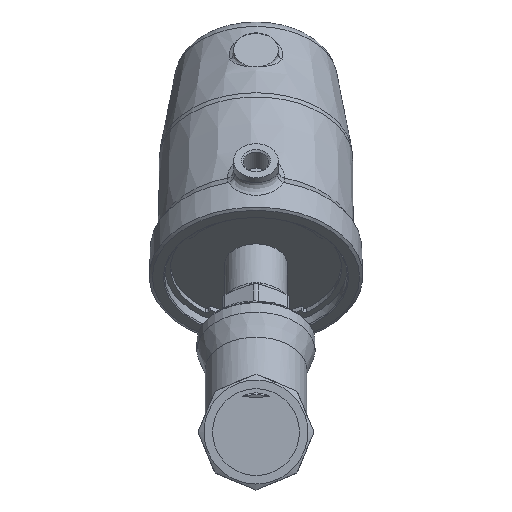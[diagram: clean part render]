
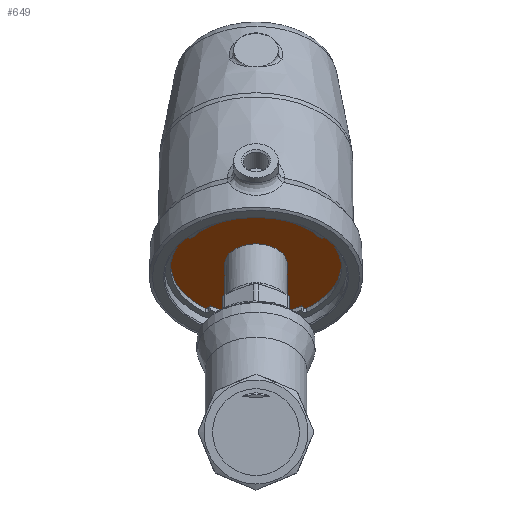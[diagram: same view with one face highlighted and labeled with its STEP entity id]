
A CAD part, left-side view. The second image highlights one B-rep face of the part: STEP entity #649.
In plain terms, the highlighted face is planar.
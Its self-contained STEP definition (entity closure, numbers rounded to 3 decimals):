
#649 = ADVANCED_FACE( '', ( #1338 ), #1339, .F. );
#1338 = FACE_OUTER_BOUND( '', #11089, .T. );
#1339 = PLANE( '', #11090 );
#11089 = EDGE_LOOP( '', ( #14634, #14635, #14636, #14637, #14638, #14639, #14640, #14641, #14642, #14643, #14644, #14645, #14646, #14647, #14648, #14649 ) );
#11090 = AXIS2_PLACEMENT_3D( '', #14650, #14651, #14652 );
#14634 = ORIENTED_EDGE( '', *, *, #15273, .F. );
#14635 = ORIENTED_EDGE( '', *, *, #15443, .T. );
#14636 = ORIENTED_EDGE( '', *, *, #15720, .F. );
#14637 = ORIENTED_EDGE( '', *, *, #15535, .F. );
#14638 = ORIENTED_EDGE( '', *, *, #15323, .F. );
#14639 = ORIENTED_EDGE( '', *, *, #15425, .T. );
#14640 = ORIENTED_EDGE( '', *, *, #15510, .F. );
#14641 = ORIENTED_EDGE( '', *, *, #15617, .T. );
#14642 = ORIENTED_EDGE( '', *, *, #15676, .F. );
#14643 = ORIENTED_EDGE( '', *, *, #15711, .F. );
#14644 = ORIENTED_EDGE( '', *, *, #15463, .F. );
#14645 = ORIENTED_EDGE( '', *, *, #15721, .T. );
#14646 = ORIENTED_EDGE( '', *, *, #15531, .F. );
#14647 = ORIENTED_EDGE( '', *, *, #15524, .T. );
#14648 = ORIENTED_EDGE( '', *, *, #15512, .F. );
#14649 = ORIENTED_EDGE( '', *, *, #15722, .F. );
#14650 = CARTESIAN_POINT( '', ( 0., 0., 34.35 ) );
#14651 = DIRECTION( '', ( 0., 0., 1. ) );
#14652 = DIRECTION( '', ( 0., -1., 0. ) );
#15273 = EDGE_CURVE( '', #16147, #16149, #16150, .T. );
#15323 = EDGE_CURVE( '', #16224, #16226, #16227, .T. );
#15425 = EDGE_CURVE( '', #16224, #16376, #16378, .F. );
#15443 = EDGE_CURVE( '', #16147, #16403, #16405, .T. );
#15463 = EDGE_CURVE( '', #16431, #16433, #16434, .T. );
#15510 = EDGE_CURVE( '', #16499, #16376, #16501, .T. );
#15512 = EDGE_CURVE( '', #16503, #16504, #16505, .T. );
#15524 = EDGE_CURVE( '', #16521, #16504, #16522, .F. );
#15531 = EDGE_CURVE( '', #16521, #16530, #16531, .T. );
#15535 = EDGE_CURVE( '', #16226, #16536, #16537, .T. );
#15617 = EDGE_CURVE( '', #16499, #16638, #16640, .F. );
#15676 = EDGE_CURVE( '', #16710, #16638, #16711, .T. );
#15711 = EDGE_CURVE( '', #16433, #16710, #16753, .T. );
#15720 = EDGE_CURVE( '', #16536, #16403, #16762, .T. );
#15721 = EDGE_CURVE( '', #16431, #16530, #16763, .F. );
#15722 = EDGE_CURVE( '', #16149, #16503, #16764, .T. );
#16147 = VERTEX_POINT( '', #19181 );
#16149 = VERTEX_POINT( '', #19184 );
#16150 = LINE( '', #19185, #19186 );
#16224 = VERTEX_POINT( '', #20290 );
#16226 = VERTEX_POINT( '', #20293 );
#16227 = LINE( '', #20294, #20295 );
#16376 = VERTEX_POINT( '', #21591 );
#16378 = CIRCLE( '', #21594, 1. );
#16403 = VERTEX_POINT( '', #21750 );
#16405 = CIRCLE( '', #21753, 41.05 );
#16431 = VERTEX_POINT( '', #21854 );
#16433 = VERTEX_POINT( '', #21857 );
#16434 = LINE( '', #21858, #21859 );
#16499 = VERTEX_POINT( '', #22160 );
#16501 = CIRCLE( '', #22163, 38.375 );
#16503 = VERTEX_POINT( '', #22165 );
#16504 = VERTEX_POINT( '', #22166 );
#16505 = LINE( '', #22167, #22168 );
#16521 = VERTEX_POINT( '', #22235 );
#16522 = CIRCLE( '', #22236, 1. );
#16530 = VERTEX_POINT( '', #22245 );
#16531 = CIRCLE( '', #22246, 38.375 );
#16536 = VERTEX_POINT( '', #22252 );
#16537 = CIRCLE( '', #22253, 35.75 );
#16638 = VERTEX_POINT( '', #23030 );
#16640 = CIRCLE( '', #23033, 1. );
#16710 = VERTEX_POINT( '', #23596 );
#16711 = LINE( '', #23597, #23598 );
#16753 = CIRCLE( '', #23888, 35.75 );
#16762 = LINE( '', #23964, #23965 );
#16763 = CIRCLE( '', #23966, 1. );
#16764 = CIRCLE( '', #23967, 35.75 );
#19181 = CARTESIAN_POINT( '', ( 40.699, 5.358, 34.35 ) );
#19184 = CARTESIAN_POINT( '', ( 35.444, 4.666, 34.35 ) );
#19185 = CARTESIAN_POINT( '', ( 0., 0., 34.35 ) );
#19186 = VECTOR( '', #24621, 1000. );
#20290 = CARTESIAN_POINT( '', ( 30.605, -21.43, 34.35 ) );
#20293 = CARTESIAN_POINT( '', ( 29.285, -20.505, 34.35 ) );
#20294 = CARTESIAN_POINT( '', ( 0., 0., 34.35 ) );
#20295 = VECTOR( '', #24654, 1000. );
#21591 = CARTESIAN_POINT( '', ( 30.835, -22.844, 34.35 ) );
#21594 = AXIS2_PLACEMENT_3D( '', #24770, #24771, #24772 );
#21750 = CARTESIAN_POINT( '', ( 40.699, -5.358, 34.35 ) );
#21753 = AXIS2_PLACEMENT_3D( '', #24792, #24793, #24794 );
#21854 = CARTESIAN_POINT( '', ( -21.43, 30.605, 34.35 ) );
#21857 = CARTESIAN_POINT( '', ( -20.505, 29.285, 34.35 ) );
#21858 = CARTESIAN_POINT( '', ( 0., 0., 34.35 ) );
#21859 = VECTOR( '', #24813, 1000. );
#22160 = CARTESIAN_POINT( '', ( -21.162, -32.013, 34.35 ) );
#22163 = AXIS2_PLACEMENT_3D( '', #24865, #24866, #24867 );
#22165 = CARTESIAN_POINT( '', ( 29.285, 20.505, 34.35 ) );
#22166 = CARTESIAN_POINT( '', ( 30.605, 21.43, 34.35 ) );
#22167 = CARTESIAN_POINT( '', ( 0., 0., 34.35 ) );
#22168 = VECTOR( '', #24868, 1000. );
#22235 = CARTESIAN_POINT( '', ( 30.835, 22.844, 34.35 ) );
#22236 = AXIS2_PLACEMENT_3D( '', #24881, #24882, #24883 );
#22245 = CARTESIAN_POINT( '', ( -21.162, 32.013, 34.35 ) );
#22246 = AXIS2_PLACEMENT_3D( '', #24894, #24895, #24896 );
#22252 = CARTESIAN_POINT( '', ( 35.444, -4.666, 34.35 ) );
#22253 = AXIS2_PLACEMENT_3D( '', #24901, #24902, #24903 );
#23030 = CARTESIAN_POINT( '', ( -21.43, -30.605, 34.35 ) );
#23033 = AXIS2_PLACEMENT_3D( '', #24974, #24975, #24976 );
#23596 = CARTESIAN_POINT( '', ( -20.505, -29.285, 34.35 ) );
#23597 = CARTESIAN_POINT( '', ( 0., 0., 34.35 ) );
#23598 = VECTOR( '', #25007, 1000. );
#23888 = AXIS2_PLACEMENT_3D( '', #25027, #25028, #25029 );
#23964 = CARTESIAN_POINT( '', ( 0., 0., 34.35 ) );
#23965 = VECTOR( '', #25034, 1000. );
#23966 = AXIS2_PLACEMENT_3D( '', #25035, #25036, #25037 );
#23967 = AXIS2_PLACEMENT_3D( '', #25038, #25039, #25040 );
#24621 = DIRECTION( '', ( -0.991, -0.131, 0. ) );
#24654 = DIRECTION( '', ( -0.819, 0.574, 0. ) );
#24770 = CARTESIAN_POINT( '', ( 30.031, -22.249, 34.35 ) );
#24771 = DIRECTION( '', ( 0., 0., 1. ) );
#24772 = DIRECTION( '', ( 0., 1., 0. ) );
#24792 = CARTESIAN_POINT( '', ( 0., 0., 34.35 ) );
#24793 = DIRECTION( '', ( 0., 0., -1. ) );
#24794 = DIRECTION( '', ( -1., 0., 0. ) );
#24813 = DIRECTION( '', ( 0.574, -0.819, 0. ) );
#24865 = CARTESIAN_POINT( '', ( 0., 0., 34.35 ) );
#24866 = DIRECTION( '', ( 0., 0., 1. ) );
#24867 = DIRECTION( '', ( 0., 1., 0. ) );
#24868 = DIRECTION( '', ( 0.819, 0.574, 0. ) );
#24881 = CARTESIAN_POINT( '', ( 30.031, 22.249, 34.35 ) );
#24882 = DIRECTION( '', ( 0., 0., 1. ) );
#24883 = DIRECTION( '', ( 0., 1., 0. ) );
#24894 = CARTESIAN_POINT( '', ( 0., 0., 34.35 ) );
#24895 = DIRECTION( '', ( 0., 0., 1. ) );
#24896 = DIRECTION( '', ( 0., -1., 0. ) );
#24901 = CARTESIAN_POINT( '', ( 0., 0., 34.35 ) );
#24902 = DIRECTION( '', ( 0., 0., 1. ) );
#24903 = DIRECTION( '', ( 0., -1., 0. ) );
#24974 = CARTESIAN_POINT( '', ( -20.611, -31.178, 34.35 ) );
#24975 = DIRECTION( '', ( 0., 0., 1. ) );
#24976 = DIRECTION( '', ( 0., 1., 0. ) );
#25007 = DIRECTION( '', ( -0.574, -0.819, 0. ) );
#25027 = CARTESIAN_POINT( '', ( 0., 0., 34.35 ) );
#25028 = DIRECTION( '', ( 0., 0., 1. ) );
#25029 = DIRECTION( '', ( 0., -1., 0. ) );
#25034 = DIRECTION( '', ( 0.991, -0.131, 0. ) );
#25035 = CARTESIAN_POINT( '', ( -20.611, 31.178, 34.35 ) );
#25036 = DIRECTION( '', ( 0., 0., 1. ) );
#25037 = DIRECTION( '', ( 0., 1., 0. ) );
#25038 = CARTESIAN_POINT( '', ( 0., 0., 34.35 ) );
#25039 = DIRECTION( '', ( 0., 0., 1. ) );
#25040 = DIRECTION( '', ( 0., -1., 0. ) );
